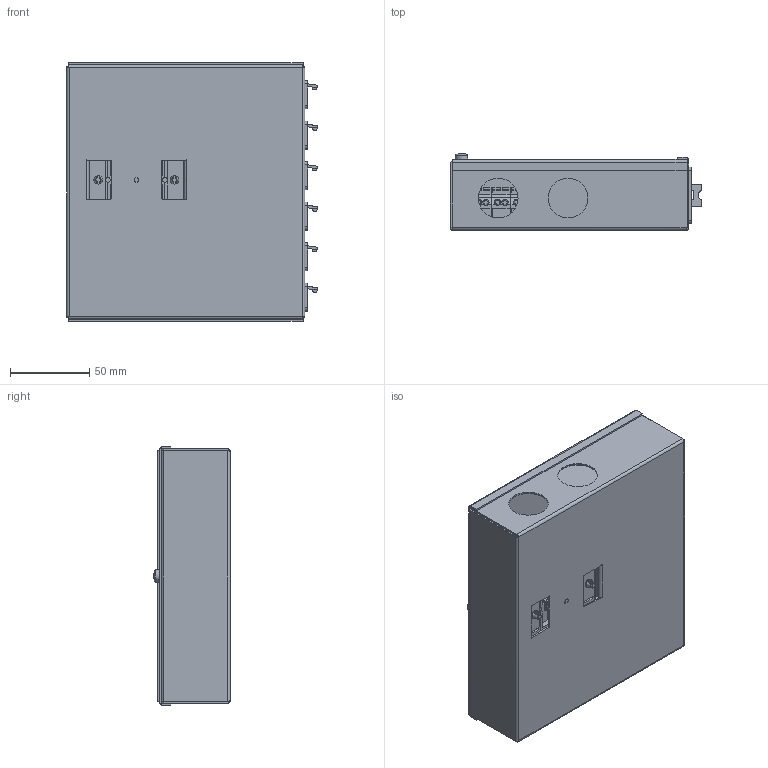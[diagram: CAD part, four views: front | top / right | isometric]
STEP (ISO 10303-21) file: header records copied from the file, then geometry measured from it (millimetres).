
FILE_DESCRIPTION (( 'STEP AP214' ), '1' );
FILE_NAME ('6108000.stp', '2017-07-14T11:33:31', ( '' ), ( '' ), 'SwSTEP 2.0', 'SolidWorks 2016', '' );
FILE_SCHEMA (( 'AUTOMOTIVE_DESIGN' ));
Length unit declared in the file: millimetre
Products named in the file (19): P_39440524_1_Standard; P_39440524_2_ohne Pin; P_39440524_2_mit Pin; 35104466_Standard; 43829_43829A; 43828_43828A; 6108000; P_39440508_1_schwarz, 39440508; P_42439HG_1_Standard; P_42439JG_1_UVS Standard PE-Anschluss; P_42439GP_2_Ansch. L3; P_42439GP_2_Ansch. L2; P_42439GP_2_Standard; 42439GH_Br…ke Erde; 42439GH_Br…ke N; 42439GH_98ø; 42439GH_90ø; 42439GH_82ø; P_39440516_1_schwarz, Code 1
Assembly tree (39 placements, depth 3):
  6108000
    43828_43828A
    43829_43829A
    35104466_Standard
    P_39440524_1_Standard
      P_39440524_2_mit Pin  x3
      P_39440524_2_ohne Pin  x2
    P_39440516_1_schwarz, Code 1  x6
    42439GH_82ø
    42439GH_90ø
    42439GH_98ø
    42439GH_Br…ke N  x5
    42439GH_Br…ke Erde  x5
    P_42439GP_2_Standard
    P_42439GP_2_Ansch. L2
    P_42439GP_2_Ansch. L3
    P_42439JG_1_UVS Standard PE-Anschluss
    P_42439HG_1_Standard
    P_39440508_1_schwarz, 39440508  x6
Bounding box: 158 x 48.09 x 162.5 mm (x, y, z)
Volume: 182734.8 mm3; surface area: 260548.1 mm2
Topology: 64 solids, 64 shells, 3584 faces, 9424 edges, 6108 vertices
Faces by surface type: plane 2752, cylinder 611, torus 106, cone 58, bspline 57
Entity records: 38495 total; most frequent: CARTESIAN_POINT 7272, ORIENTED_EDGE 5848, DIRECTION 5698, EDGE_CURVE 2924, LINE 2190, VECTOR 2190, VERTEX_POINT 1862, AXIS2_PLACEMENT_3D 1754
